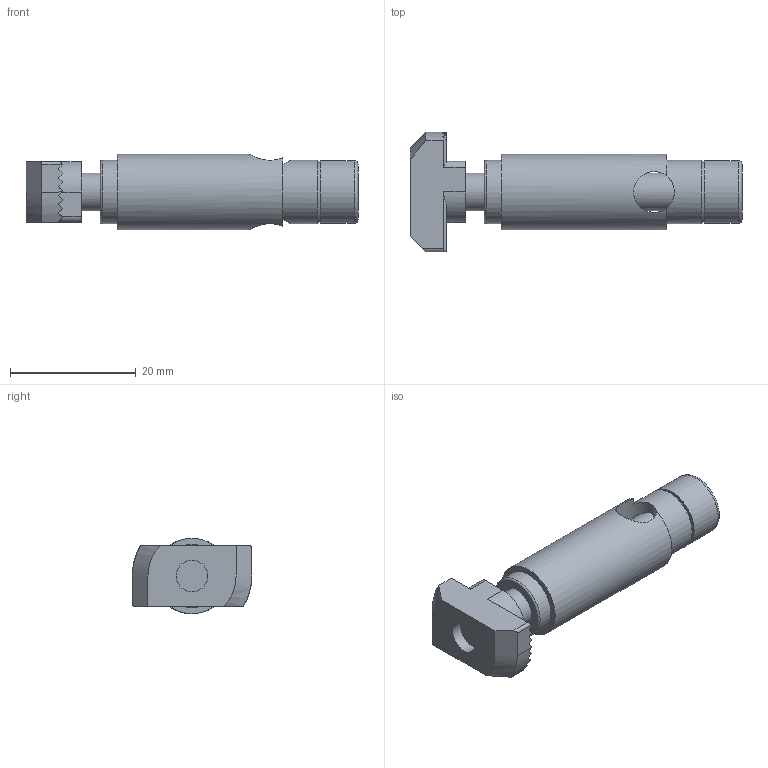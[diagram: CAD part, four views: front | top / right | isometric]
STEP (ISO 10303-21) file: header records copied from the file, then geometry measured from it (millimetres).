
FILE_DESCRIPTION(('STEP AP203'),'1');
FILE_NAME('FIXE10B1253.stp','2023-10-17T15:03:01',(' '),(' '),'Spatial InterOp 3D',' ',' ');
FILE_SCHEMA(('CONFIG_CONTROL_DESIGN'));
Length unit declared in the file: millimetre
Products named in the file (4): Fixation automatique 10 45 lourd - écrou M6; Vis CHC - M6x45; Ecrou tête rectangulaire 10 M6; douille
Assembly tree (3 placements, depth 2):
  Fixation automatique 10 45 lourd - écrou M6
    Vis CHC - M6x45
    Ecrou tête rectangulaire 10 M6
    douille
Bounding box: 52.8 x 19 x 12 mm (x, y, z)
Volume: 5295.9 mm3; surface area: 4126.8 mm2
Topology: 3 solids, 3 shells, 127 faces, 347 edges, 227 vertices
Faces by surface type: plane 102, cylinder 18, cone 3, torus 2, bspline 2
Full cylindrical faces by diameter (mm): 4.8 x1, 5 x1, 6 x2, 6.5 x1, 7 x1, 10 x1, 10.1 x2, 12 x1
Entity records: 4696 total; most frequent: CARTESIAN_POINT 982, DIRECTION 667, ORIENTED_EDGE 654, EDGE_CURVE 327, AXIS2_PLACEMENT_3D 230, VERTEX_POINT 224, LINE 207, VECTOR 207
